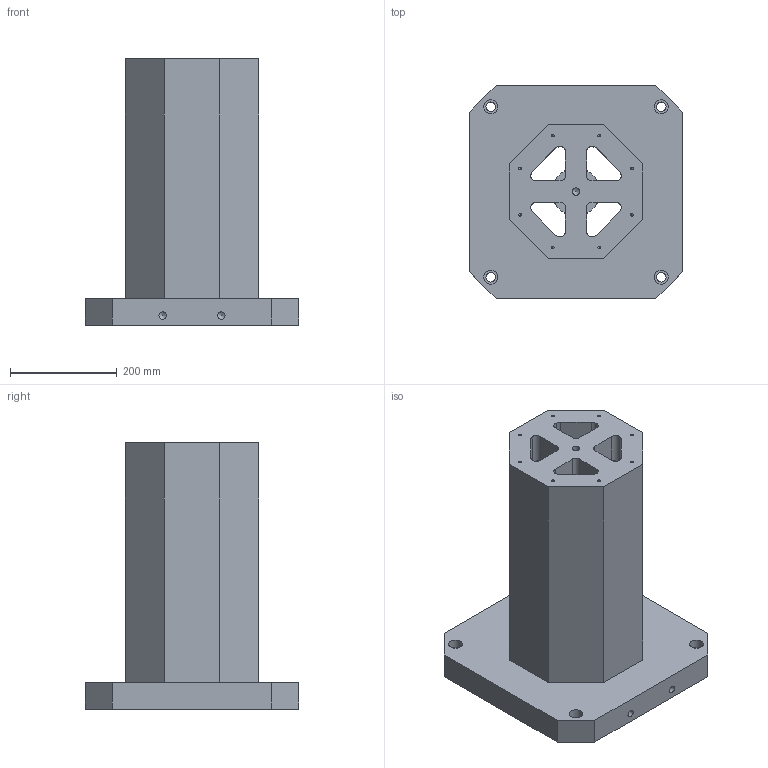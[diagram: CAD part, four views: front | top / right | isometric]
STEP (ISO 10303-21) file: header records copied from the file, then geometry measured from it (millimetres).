
FILE_DESCRIPTION( ( 'Unknown' ), '1' );
FILE_NAME( 'BP33-400400-0500.stp', 'Unknown', ( 'S.C.H' ), ( 'Unknown' ), 'XStep 1.0', 'Unknown', ' ' );
FILE_SCHEMA( ( 'CONFIG_CONTROL_DESIGN' ) );
Length unit declared in the file: millimetre
Products named in the file (1): 1
Bounding box: 400 x 400 x 500 mm (x, y, z)
Volume: 20306067.4 mm3; surface area: 1086379.6 mm2
Topology: 1 solids, 1 shells, 137 faces, 396 edges, 260 vertices
Faces by surface type: cylinder 68, plane 49, cone 12, bspline 8
Full cylindrical faces by diameter (mm): 5 x8, 13.835 x1, 14 x3, 18 x4, 26 x4
Entity records: 4550 total; most frequent: CARTESIAN_POINT 1078, DIRECTION 716, ORIENTED_EDGE 672, EDGE_CURVE 336, AXIS2_PLACEMENT_3D 266, VERTEX_POINT 244, EDGE_LOOP 190, LINE 184
